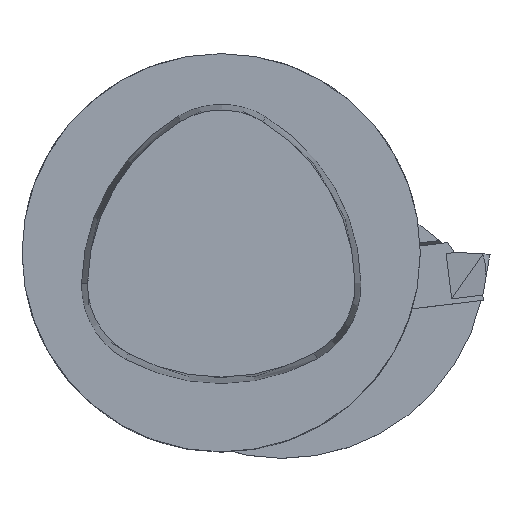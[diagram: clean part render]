
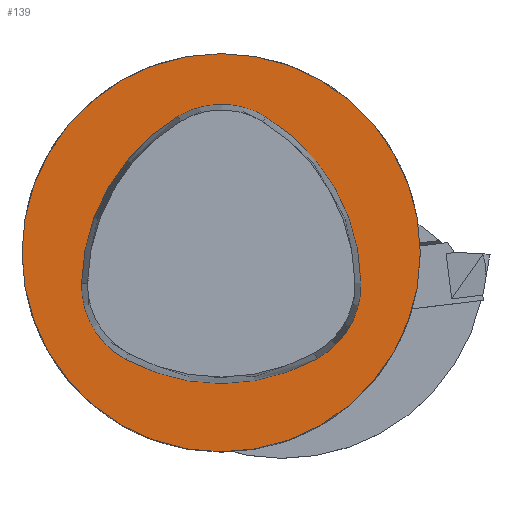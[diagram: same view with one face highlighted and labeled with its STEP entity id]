
A CAD part, top view. The second image highlights one B-rep face of the part: STEP entity #139.
In plain terms, the highlighted planar face has unit normal (0, 0, 1).
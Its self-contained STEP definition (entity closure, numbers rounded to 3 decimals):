
#139=ADVANCED_FACE('',(#270),#211,.T.);
#211=PLANE('',#1417);
#270=FACE_OUTER_BOUND('',#340,.T.);
#340=EDGE_LOOP('',(#569));
#393=CIRCLE('',#1416,20.);
#569=ORIENTED_EDGE('',*,*,#984,.T.);
#835=VERTEX_POINT('',#2052);
#984=EDGE_CURVE('',#835,#835,#393,.T.);
#1416=AXIS2_PLACEMENT_3D('',#2051,#1659,#1660);
#1417=AXIS2_PLACEMENT_3D('',#2053,#1661,#1662);
#1659=DIRECTION('',(0.,0.,1.));
#1660=DIRECTION('',(0.,1.,0.));
#1661=DIRECTION('',(0.,0.,1.));
#1662=DIRECTION('',(0.,-1.,0.));
#2051=CARTESIAN_POINT('',(0.,0.,0.));
#2052=CARTESIAN_POINT('',(0.,20.,0.));
#2053=CARTESIAN_POINT('',(0.,0.,0.));
